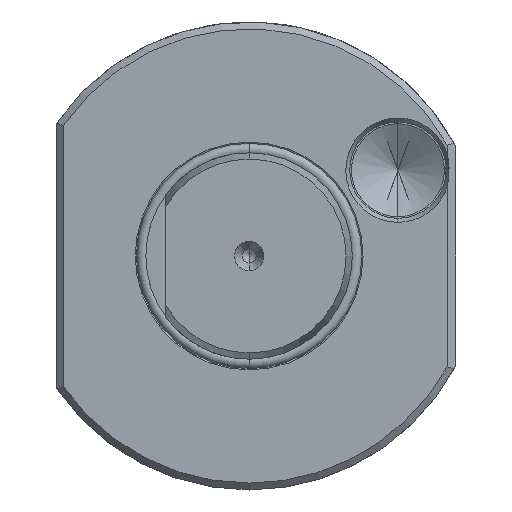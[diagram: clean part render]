
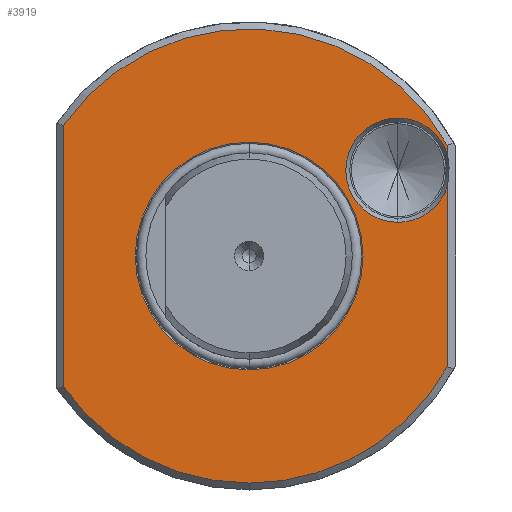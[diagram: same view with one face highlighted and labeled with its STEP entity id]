
A CAD part, left-side view. The second image highlights one B-rep face of the part: STEP entity #3919.
In plain terms, the highlighted planar face has unit normal (-1, 0, 0).
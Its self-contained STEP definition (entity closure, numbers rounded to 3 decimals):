
#24 = CARTESIAN_POINT ( 'NONE',  ( 2., -28.8, 16.111 ) ) ;
#61 = CARTESIAN_POINT ( 'NONE',  ( 2., 27., -18.974 ) ) ;
#83 = CARTESIAN_POINT ( 'NONE',  ( 2., 27., 18.974 ) ) ;
#449 = CARTESIAN_POINT ( 'NONE',  ( 2., -21.62, 20.047 ) ) ;
#455 = CARTESIAN_POINT ( 'NONE',  ( 2., -28.8, 10.048 ) ) ;
#500 = CARTESIAN_POINT ( 'NONE',  ( 2., -21.62, 4.893 ) ) ;
#509 = CARTESIAN_POINT ( 'NONE',  ( 2., -28.8, 14.892 ) ) ;
#566 = CARTESIAN_POINT ( 'NONE',  ( 2., 16.55, 0. ) ) ;
#624 = CARTESIAN_POINT ( 'NONE',  ( 2., -28.8, -16.111 ) ) ;
#629 = CARTESIAN_POINT ( 'NONE',  ( 2., -16.55, 0. ) ) ;
#676 = CARTESIAN_POINT ( 'NONE',  ( 2., 0., -33. ) ) ;
#1313 = CIRCLE ( 'NONE', #22511, 7.577 ) ;
#1513 = LINE ( 'NONE', #29516, #1524 ) ;
#1524 = VECTOR ( 'NONE', #29513, 1000. ) ;
#1533 = CIRCLE ( 'NONE', #22451, 16.55 ) ;
#2071 = CARTESIAN_POINT ( 'NONE',  ( 2., 15., 0. ) ) ;
#2073 = DIRECTION ( 'NONE',  ( -1., 0., 0. ) ) ;
#2078 = DIRECTION ( 'NONE',  ( 0., 0., 1. ) ) ;
#2080 = PLANE ( 'NONE',  #22474 ) ;
#2244 = DIRECTION ( 'NONE',  ( 1., 0., 0. ) ) ;
#2265 = CARTESIAN_POINT ( 'NONE',  ( 2., -21.62, 12.47 ) ) ;
#2283 = DIRECTION ( 'NONE',  ( 0., 0., 1. ) ) ;
#2435 = DIRECTION ( 'NONE',  ( 0., 0., 1. ) ) ;
#2457 = CARTESIAN_POINT ( 'NONE',  ( 2., -21.62, 12.47 ) ) ;
#2465 = DIRECTION ( 'NONE',  ( 1., 0., 0. ) ) ;
#2964 = DIRECTION ( 'NONE',  ( 0., 1., 0. ) ) ;
#2990 = CARTESIAN_POINT ( 'NONE',  ( 2., 0., 0. ) ) ;
#2992 = DIRECTION ( 'NONE',  ( 1., 0., 0. ) ) ;
#3741 = EDGE_CURVE ( 'NONE', #24713, #24712, #40566, .T. ) ;
#3815 = EDGE_CURVE ( 'NONE', #24859, #24773, #40586, .T. ) ;
#3834 = EDGE_CURVE ( 'NONE', #24731, #24759, #40645, .T. ) ;
#3919 = ADVANCED_FACE ( 'NONE', ( #40757, #40715 ), #2080, .T. ) ;
#4803 = DIRECTION ( 'NONE',  ( 0., 0., 1. ) ) ;
#4823 = CARTESIAN_POINT ( 'NONE',  ( 2., -28.8, 0. ) ) ;
#22428 = AXIS2_PLACEMENT_3D ( 'NONE', #2457, #2465, #2435 ) ;
#22451 = AXIS2_PLACEMENT_3D ( 'NONE', #29011, #28993, #28988 ) ;
#22468 = AXIS2_PLACEMENT_3D ( 'NONE', #2990, #2992, #2964 ) ;
#22474 = AXIS2_PLACEMENT_3D ( 'NONE', #2071, #2073, #2078 ) ;
#22495 = AXIS2_PLACEMENT_3D ( 'NONE', #2265, #2244, #2283 ) ;
#22511 = AXIS2_PLACEMENT_3D ( 'NONE', #29064, #29088, #29068 ) ;
#23102 = DIRECTION ( 'NONE',  ( -1., 0., 0. ) ) ;
#23122 = DIRECTION ( 'NONE',  ( 0., 0., 1. ) ) ;
#23132 = CARTESIAN_POINT ( 'NONE',  ( 2., 0., 0. ) ) ;
#23138 = DIRECTION ( 'NONE',  ( 0., 0., -1. ) ) ;
#23149 = CARTESIAN_POINT ( 'NONE',  ( 2., 0., 0. ) ) ;
#23151 = DIRECTION ( 'NONE',  ( 0., 0., 1. ) ) ;
#23166 = CARTESIAN_POINT ( 'NONE',  ( 2., 27., 0. ) ) ;
#23167 = DIRECTION ( 'NONE',  ( -1., 0., 0. ) ) ;
#24712 = VERTEX_POINT ( 'NONE', #500 ) ;
#24713 = VERTEX_POINT ( 'NONE', #455 ) ;
#24731 = VERTEX_POINT ( 'NONE', #449 ) ;
#24759 = VERTEX_POINT ( 'NONE', #509 ) ;
#24773 = VERTEX_POINT ( 'NONE', #566 ) ;
#24859 = VERTEX_POINT ( 'NONE', #629 ) ;
#24862 = VERTEX_POINT ( 'NONE', #624 ) ;
#24919 = VERTEX_POINT ( 'NONE', #676 ) ;
#24979 = VERTEX_POINT ( 'NONE', #61 ) ;
#24999 = VERTEX_POINT ( 'NONE', #24 ) ;
#25066 = VERTEX_POINT ( 'NONE', #83 ) ;
#25439 = EDGE_LOOP ( 'NONE', ( #40842, #40799, #40905, #40815, #40887, #40880, #40876, #40884, #40858 ) ) ;
#25492 = EDGE_LOOP ( 'NONE', ( #40806, #40872 ) ) ;
#28988 = DIRECTION ( 'NONE',  ( 0., 1., 0. ) ) ;
#28993 = DIRECTION ( 'NONE',  ( 1., 0., 0. ) ) ;
#29011 = CARTESIAN_POINT ( 'NONE',  ( 2., 0., 0. ) ) ;
#29064 = CARTESIAN_POINT ( 'NONE',  ( 2., -21.62, 12.47 ) ) ;
#29068 = DIRECTION ( 'NONE',  ( 0., 0., 1. ) ) ;
#29088 = DIRECTION ( 'NONE',  ( 1., 0., 0. ) ) ;
#29513 = DIRECTION ( 'NONE',  ( 0., 0., 1. ) ) ;
#29516 = CARTESIAN_POINT ( 'NONE',  ( 2., -28.8, 0. ) ) ;
#33450 = EDGE_CURVE ( 'NONE', #24759, #24999, #1513, .T. ) ;
#33460 = EDGE_CURVE ( 'NONE', #24773, #24859, #1533, .T. ) ;
#33486 = EDGE_CURVE ( 'NONE', #24712, #24731, #1313, .T. ) ;
#33960 = EDGE_CURVE ( 'NONE', #24919, #24862, #40874, .T. ) ;
#34091 = EDGE_CURVE ( 'NONE', #24999, #25066, #45556, .T. ) ;
#34109 = EDGE_CURVE ( 'NONE', #25066, #24979, #45565, .T. ) ;
#34111 = EDGE_CURVE ( 'NONE', #24979, #24919, #45589, .T. ) ;
#34120 = EDGE_CURVE ( 'NONE', #24862, #24713, #45592, .T. ) ;
#34259 = DIRECTION ( 'NONE',  ( 0., 0., 1. ) ) ;
#34272 = CARTESIAN_POINT ( 'NONE',  ( 2., 0., 0. ) ) ;
#34288 = DIRECTION ( 'NONE',  ( -1., 0., 0. ) ) ;
#37393 = AXIS2_PLACEMENT_3D ( 'NONE', #34272, #34288, #34259 ) ;
#37562 = AXIS2_PLACEMENT_3D ( 'NONE', #23132, #23102, #23122 ) ;
#37564 = AXIS2_PLACEMENT_3D ( 'NONE', #23149, #23167, #23151 ) ;
#40566 = CIRCLE ( 'NONE', #22428, 7.577 ) ;
#40586 = CIRCLE ( 'NONE', #22468, 16.55 ) ;
#40645 = CIRCLE ( 'NONE', #22495, 7.577 ) ;
#40715 = FACE_BOUND ( 'NONE', #25492, .T. ) ;
#40757 = FACE_OUTER_BOUND ( 'NONE', #25439, .T. ) ;
#40799 = ORIENTED_EDGE ( 'NONE', *, *, #33960, .T. ) ;
#40806 = ORIENTED_EDGE ( 'NONE', *, *, #3815, .T. ) ;
#40815 = ORIENTED_EDGE ( 'NONE', *, *, #3741, .T. ) ;
#40842 = ORIENTED_EDGE ( 'NONE', *, *, #34111, .T. ) ;
#40858 = ORIENTED_EDGE ( 'NONE', *, *, #34109, .T. ) ;
#40872 = ORIENTED_EDGE ( 'NONE', *, *, #33460, .T. ) ;
#40874 = CIRCLE ( 'NONE', #37393, 33. ) ;
#40876 = ORIENTED_EDGE ( 'NONE', *, *, #33450, .T. ) ;
#40880 = ORIENTED_EDGE ( 'NONE', *, *, #3834, .T. ) ;
#40884 = ORIENTED_EDGE ( 'NONE', *, *, #34091, .T. ) ;
#40887 = ORIENTED_EDGE ( 'NONE', *, *, #33486, .T. ) ;
#40905 = ORIENTED_EDGE ( 'NONE', *, *, #34120, .T. ) ;
#45556 = CIRCLE ( 'NONE', #37562, 33. ) ;
#45559 = VECTOR ( 'NONE', #4803, 1000. ) ;
#45565 = LINE ( 'NONE', #23166, #45566 ) ;
#45566 = VECTOR ( 'NONE', #23138, 1000. ) ;
#45589 = CIRCLE ( 'NONE', #37564, 33. ) ;
#45592 = LINE ( 'NONE', #4823, #45559 ) ;
